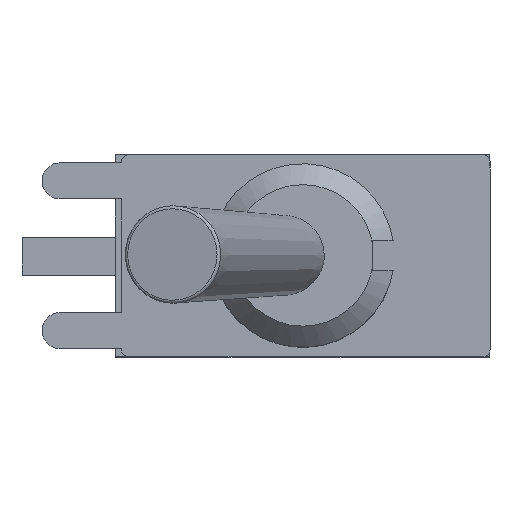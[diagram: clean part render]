
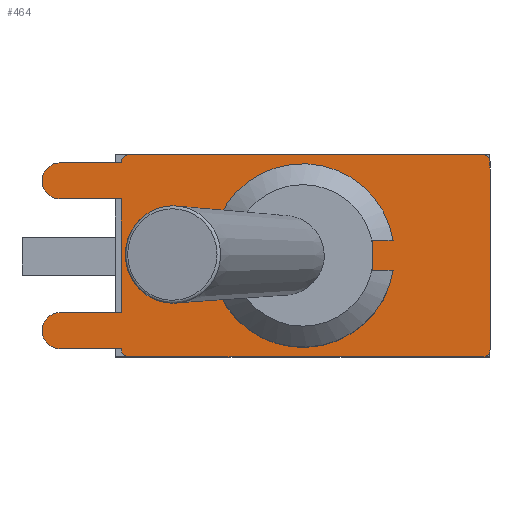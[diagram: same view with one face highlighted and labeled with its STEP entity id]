
A CAD part, top view. The second image highlights one B-rep face of the part: STEP entity #464.
In plain terms, the highlighted planar face has unit normal (0, 0, 1).
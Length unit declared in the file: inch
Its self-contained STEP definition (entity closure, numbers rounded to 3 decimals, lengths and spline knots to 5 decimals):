
#288=CARTESIAN_POINT('',(-0.06001,0.,0.36969));
#289=DIRECTION('',(0.0,0.0,1.0));
#290=DIRECTION('',(1.0,0.0,0.0));
#291=AXIS2_PLACEMENT_3D('',#288,#289,#290);
#292=PLANE('',#291);
#293=CARTESIAN_POINT('',(-0.24213,0.1252,0.36969));
#294=VERTEX_POINT('',#293);
#295=CARTESIAN_POINT('',(-0.23228,0.13504,0.36969));
#296=VERTEX_POINT('',#295);
#297=CARTESIAN_POINT('',(-0.23228,0.1252,0.36969));
#298=DIRECTION('',(0.0,0.0,-1.0));
#299=DIRECTION('',(-0.707,0.707,0.0));
#300=AXIS2_PLACEMENT_3D('',#297,#298,#299);
#301=CIRCLE('',#300,0.00984);
#302=EDGE_CURVE('',#294,#296,#301,.T.);
#303=ORIENTED_EDGE('',*,*,#302,.F.);
#304=CARTESIAN_POINT('',(-0.24213,0.12402,0.36969));
#305=VERTEX_POINT('',#304);
#306=CARTESIAN_POINT('',(-0.24213,0.12402,0.36969));
#307=DIRECTION('',(0.0,1.0,0.0));
#308=VECTOR('',#307,0.00118);
#309=LINE('',#306,#308);
#310=EDGE_CURVE('',#305,#294,#309,.T.);
#311=ORIENTED_EDGE('',*,*,#310,.F.);
#312=CARTESIAN_POINT('',(-0.32402,0.12402,0.36969));
#313=VERTEX_POINT('',#312);
#314=CARTESIAN_POINT('',(-0.32402,0.12402,0.36969));
#315=DIRECTION('',(1.0,0.0,0.0));
#316=VECTOR('',#315,0.08189);
#317=LINE('',#314,#316);
#318=EDGE_CURVE('',#313,#305,#317,.T.);
#319=ORIENTED_EDGE('',*,*,#318,.F.);
#320=CARTESIAN_POINT('',(-0.32402,0.07598,0.36969));
#321=VERTEX_POINT('',#320);
#322=CARTESIAN_POINT('',(-0.32402,0.1,0.36969));
#323=DIRECTION('',(0.0,0.0,-1.0));
#324=DIRECTION('',(0.0,1.0,0.0));
#325=AXIS2_PLACEMENT_3D('',#322,#323,#324);
#326=CIRCLE('',#325,0.02402);
#327=EDGE_CURVE('',#321,#313,#326,.T.);
#328=ORIENTED_EDGE('',*,*,#327,.F.);
#329=CARTESIAN_POINT('',(-0.24213,0.07598,0.36969));
#330=VERTEX_POINT('',#329);
#331=CARTESIAN_POINT('',(-0.24213,0.07598,0.36969));
#332=DIRECTION('',(-1.0,0.0,0.0));
#333=VECTOR('',#332,0.08189);
#334=LINE('',#331,#333);
#335=EDGE_CURVE('',#330,#321,#334,.T.);
#336=ORIENTED_EDGE('',*,*,#335,.F.);
#337=CARTESIAN_POINT('',(-0.24213,-0.07598,0.36969));
#338=VERTEX_POINT('',#337);
#339=CARTESIAN_POINT('',(-0.24213,-0.07598,0.36969));
#340=DIRECTION('',(0.0,1.0,0.0));
#341=VECTOR('',#340,0.15197);
#342=LINE('',#339,#341);
#343=EDGE_CURVE('',#338,#330,#342,.T.);
#344=ORIENTED_EDGE('',*,*,#343,.F.);
#345=CARTESIAN_POINT('',(-0.32402,-0.07598,0.36969));
#346=VERTEX_POINT('',#345);
#347=CARTESIAN_POINT('',(-0.32402,-0.07598,0.36969));
#348=DIRECTION('',(1.0,0.0,0.0));
#349=VECTOR('',#348,0.08189);
#350=LINE('',#347,#349);
#351=EDGE_CURVE('',#346,#338,#350,.T.);
#352=ORIENTED_EDGE('',*,*,#351,.F.);
#353=CARTESIAN_POINT('',(-0.32402,-0.12402,0.36969));
#354=VERTEX_POINT('',#353);
#355=CARTESIAN_POINT('',(-0.32402,-0.1,0.36969));
#356=DIRECTION('',(0.0,0.0,-1.0));
#357=DIRECTION('',(0.0,1.0,0.0));
#358=AXIS2_PLACEMENT_3D('',#355,#356,#357);
#359=CIRCLE('',#358,0.02402);
#360=EDGE_CURVE('',#354,#346,#359,.T.);
#361=ORIENTED_EDGE('',*,*,#360,.F.);
#362=CARTESIAN_POINT('',(-0.24213,-0.12402,0.36969));
#363=VERTEX_POINT('',#362);
#364=CARTESIAN_POINT('',(-0.24213,-0.12402,0.36969));
#365=DIRECTION('',(-1.0,0.0,0.0));
#366=VECTOR('',#365,0.08189);
#367=LINE('',#364,#366);
#368=EDGE_CURVE('',#363,#354,#367,.T.);
#369=ORIENTED_EDGE('',*,*,#368,.F.);
#370=CARTESIAN_POINT('',(-0.24213,-0.1252,0.36969));
#371=VERTEX_POINT('',#370);
#372=CARTESIAN_POINT('',(-0.24213,-0.1252,0.36969));
#373=DIRECTION('',(0.0,1.0,0.0));
#374=VECTOR('',#373,0.00118);
#375=LINE('',#372,#374);
#376=EDGE_CURVE('',#371,#363,#375,.T.);
#377=ORIENTED_EDGE('',*,*,#376,.F.);
#378=CARTESIAN_POINT('',(-0.23228,-0.13504,0.36969));
#379=VERTEX_POINT('',#378);
#380=CARTESIAN_POINT('',(-0.23228,-0.1252,0.36969));
#381=DIRECTION('',(0.0,0.0,-1.0));
#382=DIRECTION('',(-0.707,-0.707,0.0));
#383=AXIS2_PLACEMENT_3D('',#380,#381,#382);
#384=CIRCLE('',#383,0.00984);
#385=EDGE_CURVE('',#379,#371,#384,.T.);
#386=ORIENTED_EDGE('',*,*,#385,.F.);
#387=CARTESIAN_POINT('',(0.24016,-0.13504,0.36969));
#388=VERTEX_POINT('',#387);
#389=CARTESIAN_POINT('',(0.24016,-0.13504,0.36969));
#390=DIRECTION('',(-1.0,0.0,0.0));
#391=VECTOR('',#390,0.47244);
#392=LINE('',#389,#391);
#393=EDGE_CURVE('',#388,#379,#392,.T.);
#394=ORIENTED_EDGE('',*,*,#393,.F.);
#395=CARTESIAN_POINT('',(0.25,-0.1252,0.36969));
#396=VERTEX_POINT('',#395);
#397=CARTESIAN_POINT('',(0.24016,-0.1252,0.36969));
#398=DIRECTION('',(0.0,0.0,-1.0));
#399=DIRECTION('',(0.707,-0.707,0.0));
#400=AXIS2_PLACEMENT_3D('',#397,#398,#399);
#401=CIRCLE('',#400,0.00984);
#402=EDGE_CURVE('',#396,#388,#401,.T.);
#403=ORIENTED_EDGE('',*,*,#402,.F.);
#404=CARTESIAN_POINT('',(0.25,0.1252,0.36969));
#405=VERTEX_POINT('',#404);
#406=CARTESIAN_POINT('',(0.25,0.1252,0.36969));
#407=DIRECTION('',(0.0,-1.0,0.0));
#408=VECTOR('',#407,0.25039);
#409=LINE('',#406,#408);
#410=EDGE_CURVE('',#405,#396,#409,.T.);
#411=ORIENTED_EDGE('',*,*,#410,.F.);
#412=CARTESIAN_POINT('',(0.24016,0.13504,0.36969));
#413=VERTEX_POINT('',#412);
#414=CARTESIAN_POINT('',(0.24016,0.1252,0.36969));
#415=DIRECTION('',(0.0,0.0,-1.0));
#416=DIRECTION('',(0.707,0.707,0.0));
#417=AXIS2_PLACEMENT_3D('',#414,#415,#416);
#418=CIRCLE('',#417,0.00984);
#419=EDGE_CURVE('',#413,#405,#418,.T.);
#420=ORIENTED_EDGE('',*,*,#419,.F.);
#421=CARTESIAN_POINT('',(-0.23228,0.13504,0.36969));
#422=DIRECTION('',(1.0,0.0,0.0));
#423=VECTOR('',#422,0.47244);
#424=LINE('',#421,#423);
#425=EDGE_CURVE('',#296,#413,#424,.T.);
#426=ORIENTED_EDGE('',*,*,#425,.F.);
#427=EDGE_LOOP('',(#303,#311,#319,#328,#336,#344,#352,#361,#369,#377,#386,#394,#403,#411,#420,#426));
#428=FACE_OUTER_BOUND('',#427,.T.);
#429=CARTESIAN_POINT('',(0.09283,-0.02008,0.36969));
#430=VERTEX_POINT('',#429);
#431=CARTESIAN_POINT('',(0.09283,0.02008,0.36969));
#432=VERTEX_POINT('',#431);
#433=CARTESIAN_POINT('',(0.09283,-0.02008,0.36969));
#434=DIRECTION('',(0.0,1.0,0.0));
#435=VECTOR('',#434,0.04016);
#436=LINE('',#433,#435);
#437=EDGE_CURVE('',#430,#432,#436,.T.);
#438=ORIENTED_EDGE('',*,*,#437,.F.);
#439=CARTESIAN_POINT('',(0.12078,-0.02008,0.36969));
#440=VERTEX_POINT('',#439);
#441=CARTESIAN_POINT('',(0.12078,-0.02008,0.36969));
#442=DIRECTION('',(-1.0,0.0,0.0));
#443=VECTOR('',#442,0.02795);
#444=LINE('',#441,#443);
#445=EDGE_CURVE('',#440,#430,#444,.T.);
#446=ORIENTED_EDGE('',*,*,#445,.F.);
#447=CARTESIAN_POINT('',(0.12078,0.02008,0.36969));
#448=VERTEX_POINT('',#447);
#449=CARTESIAN_POINT('',(0.0,0.,0.36969));
#450=DIRECTION('',(0.0,0.0,1.0));
#451=DIRECTION('',(0.986,0.164,0.0));
#452=AXIS2_PLACEMENT_3D('',#449,#450,#451);
#453=CIRCLE('',#452,0.12244);
#454=EDGE_CURVE('',#448,#440,#453,.T.);
#455=ORIENTED_EDGE('',*,*,#454,.F.);
#456=CARTESIAN_POINT('',(0.09283,0.02008,0.36969));
#457=DIRECTION('',(1.0,0.0,0.0));
#458=VECTOR('',#457,0.02795);
#459=LINE('',#456,#458);
#460=EDGE_CURVE('',#432,#448,#459,.T.);
#461=ORIENTED_EDGE('',*,*,#460,.F.);
#462=EDGE_LOOP('',(#438,#446,#455,#461));
#463=FACE_BOUND('',#462,.T.);
#464=ADVANCED_FACE('',(#428,#463),#292,.T.);
